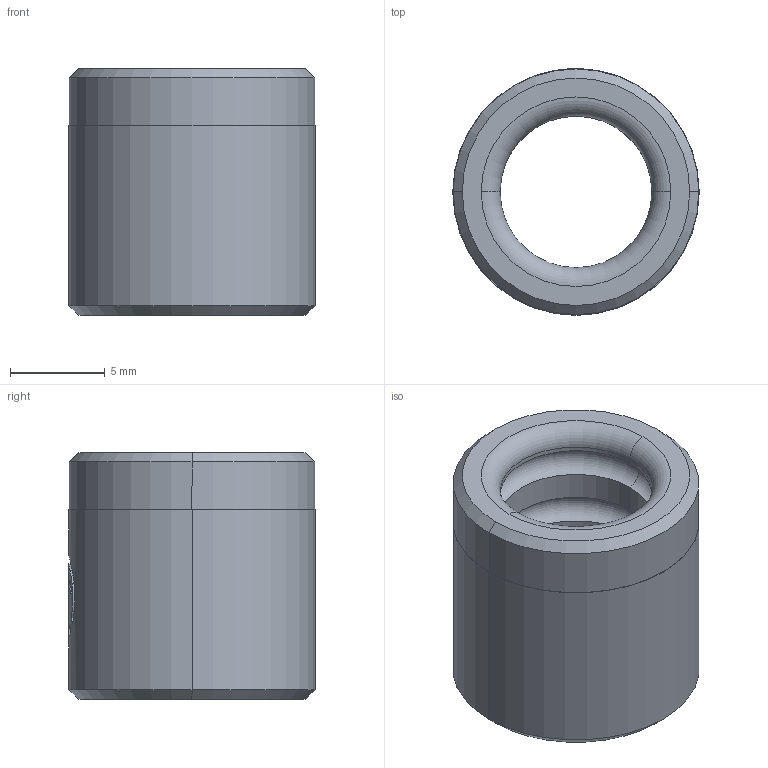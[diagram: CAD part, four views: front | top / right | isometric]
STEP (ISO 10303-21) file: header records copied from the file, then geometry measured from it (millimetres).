
FILE_DESCRIPTION (( 'STEP AP214' ), '1' );
FILE_NAME ('SGBZ-D13-d8-13.step', '2021-07-31T00:50:06', ( 'User' ), ( 'china' ), 'SwSTEP 2.0', 'SolidWorks 2016', '' );
FILE_SCHEMA (( 'AUTOMOTIVE_DESIGN' ));
Length unit declared in the file: millimetre
Products named in the file (1): SGBZ-D13-d8-13
Bounding box: 13 x 13 x 13 mm (x, y, z)
Volume: 959.1 mm3; surface area: 1081.9 mm2
Topology: 1 solids, 1 shells, 53 faces, 120 edges, 72 vertices
Faces by surface type: cylinder 26, torus 12, plane 11, cone 4
Entity records: 1712 total; most frequent: CARTESIAN_POINT 498, DIRECTION 256, ORIENTED_EDGE 240, EDGE_CURVE 120, AXIS2_PLACEMENT_3D 106, VERTEX_POINT 72, EDGE_LOOP 58, FACE_OUTER_BOUND 53
